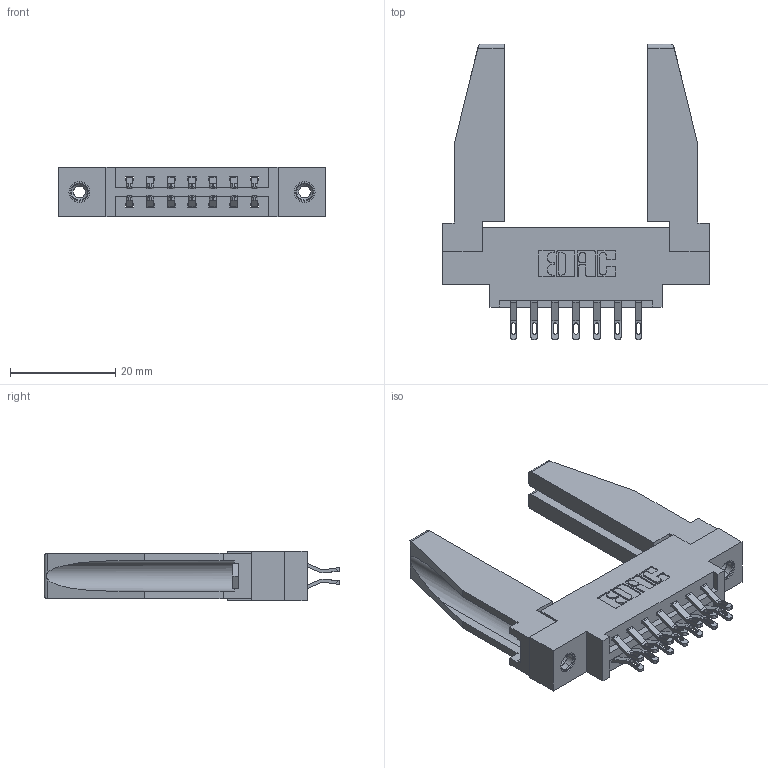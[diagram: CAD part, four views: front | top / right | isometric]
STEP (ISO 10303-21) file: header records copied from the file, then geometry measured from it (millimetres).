
FILE_DESCRIPTION (( 'STEP AP203' ), '1' );
FILE_NAME ('337-014-555-878.STEP', '2019-10-10T17:16:46', ( '' ), ( '' ), 'SwSTEP 2.0', 'SolidWorks 2016', '' );
FILE_SCHEMA (( 'CONFIG_CONTROL_DESIGN' ));
Length unit declared in the file: inch
Products named in the file (5): 307-220-078; 345-292-001_555 Tail; 345-250-001_345-250-001-102; 337-014-555-878; 337 Part_0.170 Offset - 0.156 Dia-TI
Assembly tree (19 placements, depth 2):
  337-014-555-878
    337 Part_0.170 Offset - 0.156 Dia-TI
    345-292-001_555 Tail  x14
    345-250-001_345-250-001-102  x2
    307-220-078  x2
Bounding box: 50.75 x 56.27 x 9.4 mm (x, y, z)
Volume: 8798.9 mm3; surface area: 9184.1 mm2
Topology: 19 solids, 19 shells, 1088 faces, 3299 edges, 2190 vertices
Faces by surface type: plane 662, cylinder 410, cone 12, torus 4
Entity records: 12852 total; most frequent: CARTESIAN_POINT 2230, ORIENTED_EDGE 2092, DIRECTION 1938, EDGE_CURVE 1046, VECTOR 860, LINE 860, VERTEX_POINT 692, AXIS2_PLACEMENT_3D 539
